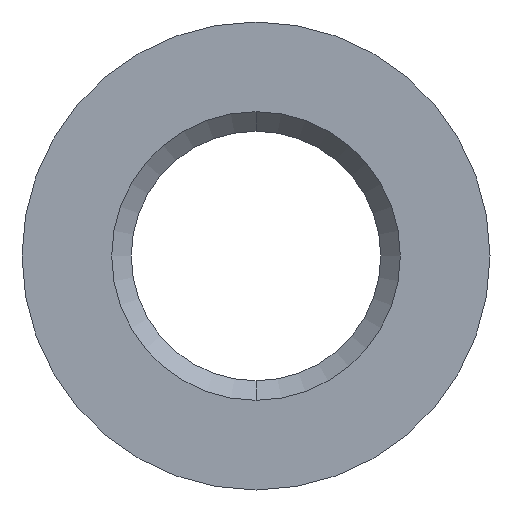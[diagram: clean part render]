
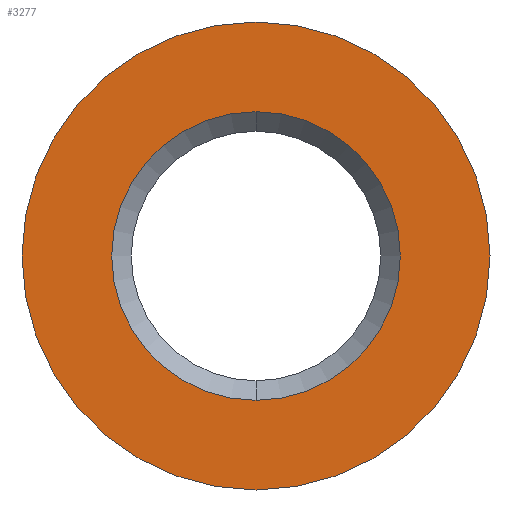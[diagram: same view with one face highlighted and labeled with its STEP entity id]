
A CAD part, front view. The second image highlights one B-rep face of the part: STEP entity #3277.
In plain terms, the highlighted planar face has unit normal (0, -1, 0).
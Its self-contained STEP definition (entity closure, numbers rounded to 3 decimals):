
#306 = CIRCLE ( 'NONE', #310, 3.7 ) ;
#310 = AXIS2_PLACEMENT_3D ( 'NONE', #4638, #4639, #4640 ) ;
#457 = EDGE_LOOP ( 'NONE', ( #3162, #3161 ) ) ;
#458 = EDGE_LOOP ( 'NONE', ( #3160, #3159 ) ) ;
#744 = VERTEX_POINT ( 'NONE', #3980 ) ;
#777 = VERTEX_POINT ( 'NONE', #4013 ) ;
#937 = EDGE_CURVE ( 'NONE', #744, #4940, #3182, .T. ) ;
#941 = EDGE_CURVE ( 'NONE', #4940, #744, #3188, .T. ) ;
#942 = EDGE_CURVE ( 'NONE', #777, #4898, #3190, .T. ) ;
#2595 = CARTESIAN_POINT ( 'NONE',  ( 0., 0., -3.7 ) ) ;
#2634 = CARTESIAN_POINT ( 'NONE',  ( 0., 0., -6. ) ) ;
#3159 = ORIENTED_EDGE ( 'NONE', *, *, #937, .F. ) ;
#3160 = ORIENTED_EDGE ( 'NONE', *, *, #941, .F. ) ;
#3161 = ORIENTED_EDGE ( 'NONE', *, *, #942, .T. ) ;
#3162 = ORIENTED_EDGE ( 'NONE', *, *, #4489, .T. ) ;
#3182 = CIRCLE ( 'NONE', #3183, 6. ) ;
#3183 = AXIS2_PLACEMENT_3D ( 'NONE', #4071, #4072, #4073 ) ;
#3188 = CIRCLE ( 'NONE', #3191, 6. ) ;
#3190 = CIRCLE ( 'NONE', #3193, 3.7 ) ;
#3191 = AXIS2_PLACEMENT_3D ( 'NONE', #4082, #4083, #4084 ) ;
#3193 = AXIS2_PLACEMENT_3D ( 'NONE', #4086, #4087, #4088 ) ;
#3277 = ADVANCED_FACE ( 'NONE', ( #3640, #3641 ), #3642, .F. ) ;
#3485 = AXIS2_PLACEMENT_3D ( 'NONE', #3637, #3644, #3645 ) ;
#3637 = CARTESIAN_POINT ( 'NONE',  ( 0., 0., 0. ) ) ;
#3640 = FACE_BOUND ( 'NONE', #457, .T. ) ;
#3641 = FACE_OUTER_BOUND ( 'NONE', #458, .T. ) ;
#3642 = PLANE ( 'NONE',  #3485 ) ;
#3644 = DIRECTION ( 'NONE',  ( 0., 1., 0. ) ) ;
#3645 = DIRECTION ( 'NONE',  ( 0., 0., 1. ) ) ;
#3980 = CARTESIAN_POINT ( 'NONE',  ( 0., 0., 6. ) ) ;
#4013 = CARTESIAN_POINT ( 'NONE',  ( 0., 0., 3.7 ) ) ;
#4071 = CARTESIAN_POINT ( 'NONE',  ( 0., 0., 0. ) ) ;
#4072 = DIRECTION ( 'NONE',  ( 0., 1., 0. ) ) ;
#4073 = DIRECTION ( 'NONE',  ( 0., 0., 1. ) ) ;
#4082 = CARTESIAN_POINT ( 'NONE',  ( 0., 0., 0. ) ) ;
#4083 = DIRECTION ( 'NONE',  ( 0., 1., 0. ) ) ;
#4084 = DIRECTION ( 'NONE',  ( 0., 0., 1. ) ) ;
#4086 = CARTESIAN_POINT ( 'NONE',  ( 0., 0., 0. ) ) ;
#4087 = DIRECTION ( 'NONE',  ( 0., 1., 0. ) ) ;
#4088 = DIRECTION ( 'NONE',  ( 0., 0., 1. ) ) ;
#4489 = EDGE_CURVE ( 'NONE', #4898, #777, #306, .T. ) ;
#4638 = CARTESIAN_POINT ( 'NONE',  ( 0., 0., 0. ) ) ;
#4639 = DIRECTION ( 'NONE',  ( 0., 1., 0. ) ) ;
#4640 = DIRECTION ( 'NONE',  ( 0., 0., 1. ) ) ;
#4898 = VERTEX_POINT ( 'NONE', #2595 ) ;
#4940 = VERTEX_POINT ( 'NONE', #2634 ) ;
